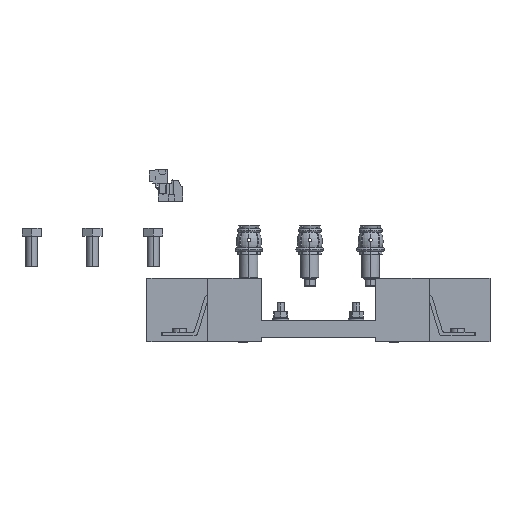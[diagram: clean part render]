
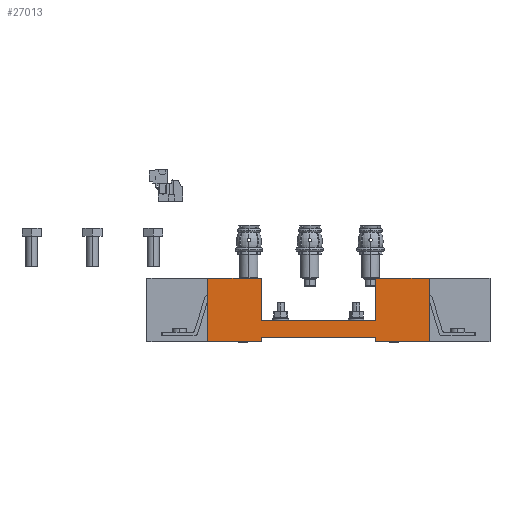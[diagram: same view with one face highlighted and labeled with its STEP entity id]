
A CAD part, top view. The second image highlights one B-rep face of the part: STEP entity #27013.
In plain terms, the highlighted planar face has unit normal (0, 0, 1).
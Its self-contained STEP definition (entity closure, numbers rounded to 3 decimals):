
#1102 = CARTESIAN_POINT ( 'NONE',  ( -47., 3., 55. ) ) ;
#1277 = CARTESIAN_POINT ( 'NONE',  ( -47., 17., 55. ) ) ;
#2223 = VERTEX_POINT ( 'NONE', #59581 ) ;
#4000 = LINE ( 'NONE', #32290, #52639 ) ;
#4269 = CARTESIAN_POINT ( 'NONE',  ( 91., 0., 55. ) ) ;
#4731 = ORIENTED_EDGE ( 'NONE', *, *, #47968, .F. ) ;
#5330 = DIRECTION ( 'NONE',  ( 1., 0., 0. ) ) ;
#6191 = EDGE_CURVE ( 'NONE', #10604, #12320, #45915, .T. ) ;
#6383 = VECTOR ( 'NONE', #15240, 1000. ) ;
#6544 = VERTEX_POINT ( 'NONE', #14490 ) ;
#7188 = ORIENTED_EDGE ( 'NONE', *, *, #43769, .F. ) ;
#7976 = DIRECTION ( 'NONE',  ( 0., 1., 0. ) ) ;
#8802 = PLANE ( 'NONE',  #14447 ) ;
#9451 = ORIENTED_EDGE ( 'NONE', *, *, #18112, .T. ) ;
#9535 = LINE ( 'NONE', #4269, #60499 ) ;
#10604 = VERTEX_POINT ( 'NONE', #11420 ) ;
#10999 = CARTESIAN_POINT ( 'NONE',  ( -91., 0., 55. ) ) ;
#11420 = CARTESIAN_POINT ( 'NONE',  ( 47., 0., 55. ) ) ;
#12320 = VERTEX_POINT ( 'NONE', #56200 ) ;
#12717 = DIRECTION ( 'NONE',  ( 1., 0., 0. ) ) ;
#13621 = EDGE_CURVE ( 'NONE', #12320, #24685, #9535, .T. ) ;
#13783 = ORIENTED_EDGE ( 'NONE', *, *, #17500, .F. ) ;
#14102 = VERTEX_POINT ( 'NONE', #10999 ) ;
#14293 = CARTESIAN_POINT ( 'NONE',  ( 91., 52., 55. ) ) ;
#14447 = AXIS2_PLACEMENT_3D ( 'NONE', #22193, #55768, #60436 ) ;
#14490 = CARTESIAN_POINT ( 'NONE',  ( -47., 0., 55. ) ) ;
#15240 = DIRECTION ( 'NONE',  ( 0., -1., 0. ) ) ;
#15963 = EDGE_LOOP ( 'NONE', ( #30485, #13783, #58831, #48001, #4731, #29733, #43254, #42597, #17616, #9451, #7188, #49968 ) ) ;
#16881 = EDGE_CURVE ( 'NONE', #2223, #14102, #4000, .T. ) ;
#17500 = EDGE_CURVE ( 'NONE', #29701, #24685, #44932, .T. ) ;
#17616 = ORIENTED_EDGE ( 'NONE', *, *, #43621, .T. ) ;
#18008 = LINE ( 'NONE', #22973, #57745 ) ;
#18112 = EDGE_CURVE ( 'NONE', #31372, #42922, #18008, .T. ) ;
#20001 = VECTOR ( 'NONE', #5330, 1000. ) ;
#20155 = CARTESIAN_POINT ( 'NONE',  ( -129., 52., 55. ) ) ;
#20763 = LINE ( 'NONE', #21066, #27510 ) ;
#20836 = LINE ( 'NONE', #39789, #6383 ) ;
#21066 = CARTESIAN_POINT ( 'NONE',  ( -47., 0., 55. ) ) ;
#21069 = LINE ( 'NONE', #20155, #31417 ) ;
#22193 = CARTESIAN_POINT ( 'NONE',  ( -129., 52., 55. ) ) ;
#22444 = VECTOR ( 'NONE', #7976, 1000. ) ;
#22959 = DIRECTION ( 'NONE',  ( 0., -1., 0. ) ) ;
#22973 = CARTESIAN_POINT ( 'NONE',  ( 0., 3., 55. ) ) ;
#23988 = LINE ( 'NONE', #33940, #20001 ) ;
#24104 = CARTESIAN_POINT ( 'NONE',  ( 47., 17., 55. ) ) ;
#24685 = VERTEX_POINT ( 'NONE', #14293 ) ;
#25918 = VECTOR ( 'NONE', #54268, 1000. ) ;
#26554 = FACE_OUTER_BOUND ( 'NONE', #15963, .T. ) ;
#27013 = ADVANCED_FACE ( 'NONE', ( #26554 ), #8802, .F. ) ;
#27510 = VECTOR ( 'NONE', #39725, 1000. ) ;
#29182 = EDGE_CURVE ( 'NONE', #59168, #40403, #44983, .T. ) ;
#29701 = VERTEX_POINT ( 'NONE', #50496 ) ;
#29733 = ORIENTED_EDGE ( 'NONE', *, *, #42400, .F. ) ;
#30485 = ORIENTED_EDGE ( 'NONE', *, *, #13621, .T. ) ;
#31372 = VERTEX_POINT ( 'NONE', #1102 ) ;
#31417 = VECTOR ( 'NONE', #40025, 1000. ) ;
#32290 = CARTESIAN_POINT ( 'NONE',  ( -91., 0., 55. ) ) ;
#32867 = DIRECTION ( 'NONE',  ( 0., 1., 0. ) ) ;
#33940 = CARTESIAN_POINT ( 'NONE',  ( -129., 0., 55. ) ) ;
#34341 = VECTOR ( 'NONE', #40310, 1000. ) ;
#35053 = DIRECTION ( 'NONE',  ( 1., 0., 0. ) ) ;
#35980 = LINE ( 'NONE', #36287, #22444 ) ;
#36287 = CARTESIAN_POINT ( 'NONE',  ( 47., 0., 55. ) ) ;
#38273 = CARTESIAN_POINT ( 'NONE',  ( 47., 3., 55. ) ) ;
#39725 = DIRECTION ( 'NONE',  ( 0., 1., 0. ) ) ;
#39789 = CARTESIAN_POINT ( 'NONE',  ( 47., 0., 55. ) ) ;
#40025 = DIRECTION ( 'NONE',  ( 1., 0., 0. ) ) ;
#40310 = DIRECTION ( 'NONE',  ( 1., 0., 0. ) ) ;
#40403 = VERTEX_POINT ( 'NONE', #24104 ) ;
#40813 = VECTOR ( 'NONE', #54281, 1000. ) ;
#40878 = CARTESIAN_POINT ( 'NONE',  ( -47., 0., 55. ) ) ;
#40906 = EDGE_CURVE ( 'NONE', #29701, #40403, #20836, .T. ) ;
#42400 = EDGE_CURVE ( 'NONE', #2223, #50532, #21069, .T. ) ;
#42597 = ORIENTED_EDGE ( 'NONE', *, *, #49807, .T. ) ;
#42922 = VERTEX_POINT ( 'NONE', #38273 ) ;
#43152 = VECTOR ( 'NONE', #35053, 1000. ) ;
#43254 = ORIENTED_EDGE ( 'NONE', *, *, #16881, .T. ) ;
#43621 = EDGE_CURVE ( 'NONE', #6544, #31372, #20763, .T. ) ;
#43769 = EDGE_CURVE ( 'NONE', #10604, #42922, #35980, .T. ) ;
#44320 = CARTESIAN_POINT ( 'NONE',  ( -129., 52., 55. ) ) ;
#44932 = LINE ( 'NONE', #44320, #25918 ) ;
#44983 = LINE ( 'NONE', #49952, #34341 ) ;
#45915 = LINE ( 'NONE', #50281, #43152 ) ;
#45947 = CARTESIAN_POINT ( 'NONE',  ( -47., 52., 55. ) ) ;
#47968 = EDGE_CURVE ( 'NONE', #50532, #59168, #49307, .T. ) ;
#48001 = ORIENTED_EDGE ( 'NONE', *, *, #29182, .F. ) ;
#49307 = LINE ( 'NONE', #40878, #40813 ) ;
#49807 = EDGE_CURVE ( 'NONE', #14102, #6544, #23988, .T. ) ;
#49952 = CARTESIAN_POINT ( 'NONE',  ( 0., 17., 55. ) ) ;
#49968 = ORIENTED_EDGE ( 'NONE', *, *, #6191, .T. ) ;
#50281 = CARTESIAN_POINT ( 'NONE',  ( -129., 0., 55. ) ) ;
#50496 = CARTESIAN_POINT ( 'NONE',  ( 47., 52., 55. ) ) ;
#50532 = VERTEX_POINT ( 'NONE', #45947 ) ;
#52639 = VECTOR ( 'NONE', #22959, 1000. ) ;
#54268 = DIRECTION ( 'NONE',  ( 1., 0., 0. ) ) ;
#54281 = DIRECTION ( 'NONE',  ( 0., -1., 0. ) ) ;
#55768 = DIRECTION ( 'NONE',  ( 0., 0., -1. ) ) ;
#56200 = CARTESIAN_POINT ( 'NONE',  ( 91., 0., 55. ) ) ;
#57745 = VECTOR ( 'NONE', #12717, 1000. ) ;
#58831 = ORIENTED_EDGE ( 'NONE', *, *, #40906, .T. ) ;
#59168 = VERTEX_POINT ( 'NONE', #1277 ) ;
#59581 = CARTESIAN_POINT ( 'NONE',  ( -91., 52., 55. ) ) ;
#60436 = DIRECTION ( 'NONE',  ( -1., 0., 0. ) ) ;
#60499 = VECTOR ( 'NONE', #32867, 1000. ) ;
